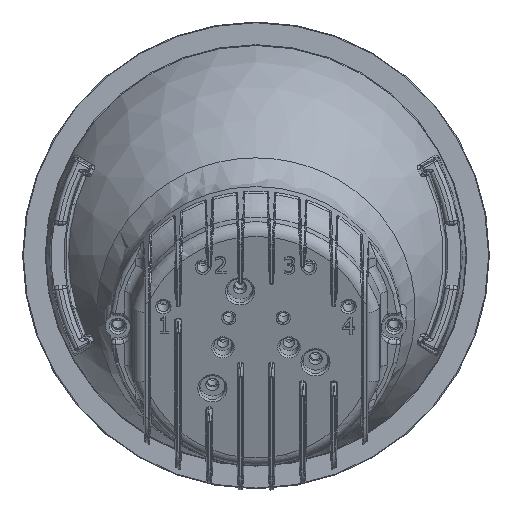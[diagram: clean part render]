
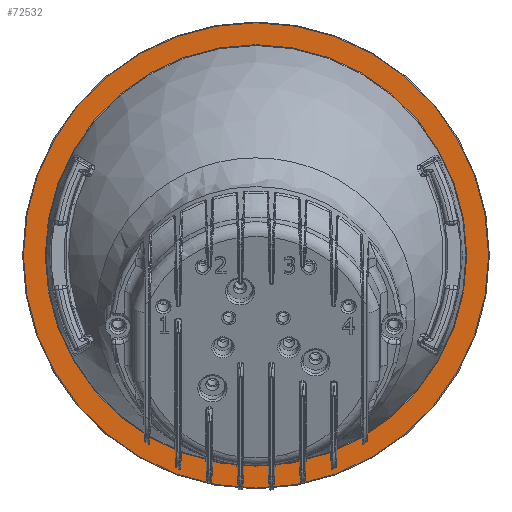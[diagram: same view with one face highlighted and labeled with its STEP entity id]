
A CAD part, top view. The second image highlights one B-rep face of the part: STEP entity #72532.
In plain terms, the highlighted planar face has unit normal (0, 0, 1).
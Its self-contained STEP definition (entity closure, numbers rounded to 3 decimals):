
#6348=FACE_BOUND('',#15215,.T.);
#10460=FACE_OUTER_BOUND('',#15214,.T.);
#15214=EDGE_LOOP('',(#58593));
#15215=EDGE_LOOP('',(#58594));
#26991=CIRCLE('',#78721,59.831);
#26993=CIRCLE('',#78724,54.197);
#31828=VERTEX_POINT('',#135179);
#31829=VERTEX_POINT('',#135183);
#41139=EDGE_CURVE('',#31828,#31828,#26991,.T.);
#41141=EDGE_CURVE('',#31829,#31829,#26993,.T.);
#58593=ORIENTED_EDGE('',*,*,#41139,.F.);
#58594=ORIENTED_EDGE('',*,*,#41141,.F.);
#69787=PLANE('',#78723);
#72532=ADVANCED_FACE('',(#10460,#6348),#69787,.T.);
#78721=AXIS2_PLACEMENT_3D('',#135180,#92497,#92498);
#78723=AXIS2_PLACEMENT_3D('',#135182,#92501,#92502);
#78724=AXIS2_PLACEMENT_3D('',#135184,#92503,#92504);
#92497=DIRECTION('center_axis',(0.,0.,-1.));
#92498=DIRECTION('ref_axis',(1.,0.,0.));
#92501=DIRECTION('center_axis',(0.,0.,1.));
#92502=DIRECTION('ref_axis',(1.,0.,0.));
#92503=DIRECTION('center_axis',(0.,0.,1.));
#92504=DIRECTION('ref_axis',(-1.,0.,0.));
#135179=CARTESIAN_POINT('',(-59.831,0.,2.));
#135180=CARTESIAN_POINT('Origin',(0.,0.,2.));
#135182=CARTESIAN_POINT('Origin',(54.383,0.,2.));
#135183=CARTESIAN_POINT('',(54.197,0.,2.));
#135184=CARTESIAN_POINT('Origin',(0.,0.,2.));
